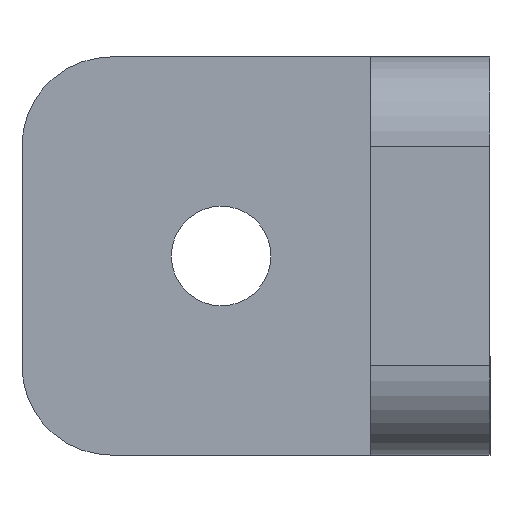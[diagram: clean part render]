
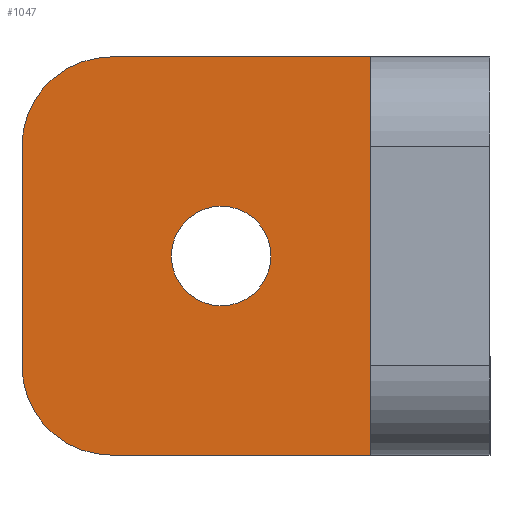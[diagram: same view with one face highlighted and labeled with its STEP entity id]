
A CAD part, left-side view. The second image highlights one B-rep face of the part: STEP entity #1047.
In plain terms, the highlighted planar face has unit normal (-1, 0, 0).
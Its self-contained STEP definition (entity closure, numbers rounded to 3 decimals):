
#44 = PLANE('',#45);
#45 = AXIS2_PLACEMENT_3D('',#46,#47,#48);
#46 = CARTESIAN_POINT('',(40.279,16.221,0.));
#47 = DIRECTION('',(0.,0.,-1.));
#48 = DIRECTION('',(0.,1.,0.));
#100 = PLANE('',#101);
#101 = AXIS2_PLACEMENT_3D('',#102,#103,#104);
#102 = CARTESIAN_POINT('',(40.279,16.221,40.));
#103 = DIRECTION('',(0.,0.,-1.));
#104 = DIRECTION('',(0.,1.,0.));
#129 = CYLINDRICAL_SURFACE('',#130,9.);
#130 = AXIS2_PLACEMENT_3D('',#131,#132,#133);
#131 = CARTESIAN_POINT('',(66.,38.,31.));
#132 = DIRECTION('',(-1.,0.,0.));
#133 = DIRECTION('',(0.,0.,1.));
#157 = PLANE('',#158);
#158 = AXIS2_PLACEMENT_3D('',#159,#160,#161);
#159 = CARTESIAN_POINT('',(66.,47.,0.));
#160 = DIRECTION('',(0.,-1.,0.));
#161 = DIRECTION('',(-1.,0.,0.));
#188 = CYLINDRICAL_SURFACE('',#189,9.);
#189 = AXIS2_PLACEMENT_3D('',#190,#191,#192);
#190 = CARTESIAN_POINT('',(66.,38.,9.));
#191 = DIRECTION('',(-1.,0.,0.));
#192 = DIRECTION('',(-0.,0.,-1.));
#290 = VERTEX_POINT('',#291);
#291 = CARTESIAN_POINT('',(47.,12.,0.));
#305 = PLANE('',#306);
#306 = AXIS2_PLACEMENT_3D('',#307,#308,#309);
#307 = CARTESIAN_POINT('',(47.,12.,0.));
#308 = DIRECTION('',(0.,-1.,0.));
#309 = DIRECTION('',(-1.,0.,0.));
#317 = EDGE_CURVE('',#318,#290,#320,.T.);
#318 = VERTEX_POINT('',#319);
#319 = CARTESIAN_POINT('',(47.,38.,0.));
#320 = SURFACE_CURVE('',#321,(#325,#332),.PCURVE_S1.);
#321 = LINE('',#322,#323);
#322 = CARTESIAN_POINT('',(47.,47.,0.));
#323 = VECTOR('',#324,1.);
#324 = DIRECTION('',(0.,-1.,0.));
#325 = PCURVE('',#44,#326);
#326 = DEFINITIONAL_REPRESENTATION('',(#327),#331);
#327 = LINE('',#328,#329);
#328 = CARTESIAN_POINT('',(30.779,6.721));
#329 = VECTOR('',#330,1.);
#330 = DIRECTION('',(-1.,0.));
#331 = ( GEOMETRIC_REPRESENTATION_CONTEXT(2) 
PARAMETRIC_REPRESENTATION_CONTEXT() REPRESENTATION_CONTEXT('2D SPACE',''
  ) );
#332 = PCURVE('',#333,#338);
#333 = PLANE('',#334);
#334 = AXIS2_PLACEMENT_3D('',#335,#336,#337);
#335 = CARTESIAN_POINT('',(47.,47.,0.));
#336 = DIRECTION('',(1.,0.,0.));
#337 = DIRECTION('',(0.,-1.,0.));
#338 = DEFINITIONAL_REPRESENTATION('',(#339),#343);
#339 = LINE('',#340,#341);
#340 = CARTESIAN_POINT('',(0.,0.));
#341 = VECTOR('',#342,1.);
#342 = DIRECTION('',(1.,0.));
#343 = ( GEOMETRIC_REPRESENTATION_CONTEXT(2) 
PARAMETRIC_REPRESENTATION_CONTEXT() REPRESENTATION_CONTEXT('2D SPACE',''
  ) );
#372 = VERTEX_POINT('',#373);
#373 = CARTESIAN_POINT('',(47.,47.,9.));
#394 = EDGE_CURVE('',#318,#372,#395,.T.);
#395 = SURFACE_CURVE('',#396,(#401,#408),.PCURVE_S1.);
#396 = CIRCLE('',#397,9.);
#397 = AXIS2_PLACEMENT_3D('',#398,#399,#400);
#398 = CARTESIAN_POINT('',(47.,38.,9.));
#399 = DIRECTION('',(1.,-0.,0.));
#400 = DIRECTION('',(0.,0.,-1.));
#401 = PCURVE('',#188,#402);
#402 = DEFINITIONAL_REPRESENTATION('',(#403),#407);
#403 = LINE('',#404,#405);
#404 = CARTESIAN_POINT('',(0.,19.));
#405 = VECTOR('',#406,1.);
#406 = DIRECTION('',(-1.,0.));
#407 = ( GEOMETRIC_REPRESENTATION_CONTEXT(2) 
PARAMETRIC_REPRESENTATION_CONTEXT() REPRESENTATION_CONTEXT('2D SPACE',''
  ) );
#408 = PCURVE('',#333,#409);
#409 = DEFINITIONAL_REPRESENTATION('',(#410),#414);
#410 = CIRCLE('',#411,9.);
#411 = AXIS2_PLACEMENT_2D('',#412,#413);
#412 = CARTESIAN_POINT('',(9.,-9.));
#413 = DIRECTION('',(0.,1.));
#414 = ( GEOMETRIC_REPRESENTATION_CONTEXT(2) 
PARAMETRIC_REPRESENTATION_CONTEXT() REPRESENTATION_CONTEXT('2D SPACE',''
  ) );
#638 = VERTEX_POINT('',#639);
#639 = CARTESIAN_POINT('',(47.,47.,31.));
#660 = EDGE_CURVE('',#372,#638,#661,.T.);
#661 = SURFACE_CURVE('',#662,(#666,#673),.PCURVE_S1.);
#662 = LINE('',#663,#664);
#663 = CARTESIAN_POINT('',(47.,47.,0.));
#664 = VECTOR('',#665,1.);
#665 = DIRECTION('',(0.,0.,1.));
#666 = PCURVE('',#157,#667);
#667 = DEFINITIONAL_REPRESENTATION('',(#668),#672);
#668 = LINE('',#669,#670);
#669 = CARTESIAN_POINT('',(19.,0.));
#670 = VECTOR('',#671,1.);
#671 = DIRECTION('',(0.,-1.));
#672 = ( GEOMETRIC_REPRESENTATION_CONTEXT(2) 
PARAMETRIC_REPRESENTATION_CONTEXT() REPRESENTATION_CONTEXT('2D SPACE',''
  ) );
#673 = PCURVE('',#333,#674);
#674 = DEFINITIONAL_REPRESENTATION('',(#675),#679);
#675 = LINE('',#676,#677);
#676 = CARTESIAN_POINT('',(0.,0.));
#677 = VECTOR('',#678,1.);
#678 = DIRECTION('',(0.,-1.));
#679 = ( GEOMETRIC_REPRESENTATION_CONTEXT(2) 
PARAMETRIC_REPRESENTATION_CONTEXT() REPRESENTATION_CONTEXT('2D SPACE',''
  ) );
#710 = VERTEX_POINT('',#711);
#711 = CARTESIAN_POINT('',(47.,12.,40.));
#732 = EDGE_CURVE('',#733,#710,#735,.T.);
#733 = VERTEX_POINT('',#734);
#734 = CARTESIAN_POINT('',(47.,38.,40.));
#735 = SURFACE_CURVE('',#736,(#740,#747),.PCURVE_S1.);
#736 = LINE('',#737,#738);
#737 = CARTESIAN_POINT('',(47.,47.,40.));
#738 = VECTOR('',#739,1.);
#739 = DIRECTION('',(0.,-1.,0.));
#740 = PCURVE('',#100,#741);
#741 = DEFINITIONAL_REPRESENTATION('',(#742),#746);
#742 = LINE('',#743,#744);
#743 = CARTESIAN_POINT('',(30.779,6.721));
#744 = VECTOR('',#745,1.);
#745 = DIRECTION('',(-1.,0.));
#746 = ( GEOMETRIC_REPRESENTATION_CONTEXT(2) 
PARAMETRIC_REPRESENTATION_CONTEXT() REPRESENTATION_CONTEXT('2D SPACE',''
  ) );
#747 = PCURVE('',#333,#748);
#748 = DEFINITIONAL_REPRESENTATION('',(#749),#753);
#749 = LINE('',#750,#751);
#750 = CARTESIAN_POINT('',(0.,-40.));
#751 = VECTOR('',#752,1.);
#752 = DIRECTION('',(1.,0.));
#753 = ( GEOMETRIC_REPRESENTATION_CONTEXT(2) 
PARAMETRIC_REPRESENTATION_CONTEXT() REPRESENTATION_CONTEXT('2D SPACE',''
  ) );
#782 = EDGE_CURVE('',#733,#638,#783,.T.);
#783 = SURFACE_CURVE('',#784,(#789,#796),.PCURVE_S1.);
#784 = CIRCLE('',#785,9.);
#785 = AXIS2_PLACEMENT_3D('',#786,#787,#788);
#786 = CARTESIAN_POINT('',(47.,38.,31.));
#787 = DIRECTION('',(-1.,0.,0.));
#788 = DIRECTION('',(0.,0.,-1.));
#789 = PCURVE('',#129,#790);
#790 = DEFINITIONAL_REPRESENTATION('',(#791),#795);
#791 = LINE('',#792,#793);
#792 = CARTESIAN_POINT('',(-3.142,19.));
#793 = VECTOR('',#794,1.);
#794 = DIRECTION('',(1.,0.));
#795 = ( GEOMETRIC_REPRESENTATION_CONTEXT(2) 
PARAMETRIC_REPRESENTATION_CONTEXT() REPRESENTATION_CONTEXT('2D SPACE',''
  ) );
#796 = PCURVE('',#333,#797);
#797 = DEFINITIONAL_REPRESENTATION('',(#798),#806);
#798 = ( BOUNDED_CURVE() B_SPLINE_CURVE(2,(#799,#800,#801,#802,#803,#804
,#805),.UNSPECIFIED.,.T.,.F.) B_SPLINE_CURVE_WITH_KNOTS((1,2,2,2,2,1),(
    -2.094,0.,2.094,4.189,6.283,
8.378),.UNSPECIFIED.) CURVE() GEOMETRIC_REPRESENTATION_ITEM() 
RATIONAL_B_SPLINE_CURVE((1.,0.5,1.,0.5,1.,0.5,1.)) REPRESENTATION_ITEM(
  '') );
#799 = CARTESIAN_POINT('',(9.,-22.));
#800 = CARTESIAN_POINT('',(24.588,-22.));
#801 = CARTESIAN_POINT('',(16.794,-35.5));
#802 = CARTESIAN_POINT('',(9.,-49.));
#803 = CARTESIAN_POINT('',(1.206,-35.5));
#804 = CARTESIAN_POINT('',(-6.588,-22.));
#805 = CARTESIAN_POINT('',(9.,-22.));
#806 = ( GEOMETRIC_REPRESENTATION_CONTEXT(2) 
PARAMETRIC_REPRESENTATION_CONTEXT() REPRESENTATION_CONTEXT('2D SPACE',''
  ) );
#920 = EDGE_CURVE('',#290,#710,#921,.T.);
#921 = SURFACE_CURVE('',#922,(#926,#933),.PCURVE_S1.);
#922 = LINE('',#923,#924);
#923 = CARTESIAN_POINT('',(47.,12.,0.));
#924 = VECTOR('',#925,1.);
#925 = DIRECTION('',(0.,0.,1.));
#926 = PCURVE('',#305,#927);
#927 = DEFINITIONAL_REPRESENTATION('',(#928),#932);
#928 = LINE('',#929,#930);
#929 = CARTESIAN_POINT('',(0.,-0.));
#930 = VECTOR('',#931,1.);
#931 = DIRECTION('',(0.,-1.));
#932 = ( GEOMETRIC_REPRESENTATION_CONTEXT(2) 
PARAMETRIC_REPRESENTATION_CONTEXT() REPRESENTATION_CONTEXT('2D SPACE',''
  ) );
#933 = PCURVE('',#333,#934);
#934 = DEFINITIONAL_REPRESENTATION('',(#935),#939);
#935 = LINE('',#936,#937);
#936 = CARTESIAN_POINT('',(35.,0.));
#937 = VECTOR('',#938,1.);
#938 = DIRECTION('',(0.,-1.));
#939 = ( GEOMETRIC_REPRESENTATION_CONTEXT(2) 
PARAMETRIC_REPRESENTATION_CONTEXT() REPRESENTATION_CONTEXT('2D SPACE',''
  ) );
#1047 = ADVANCED_FACE('',(#1048,#1056),#333,.F.);
#1048 = FACE_BOUND('',#1049,.F.);
#1049 = EDGE_LOOP('',(#1050,#1051,#1052,#1053,#1054,#1055));
#1050 = ORIENTED_EDGE('',*,*,#660,.T.);
#1051 = ORIENTED_EDGE('',*,*,#782,.F.);
#1052 = ORIENTED_EDGE('',*,*,#732,.T.);
#1053 = ORIENTED_EDGE('',*,*,#920,.F.);
#1054 = ORIENTED_EDGE('',*,*,#317,.F.);
#1055 = ORIENTED_EDGE('',*,*,#394,.T.);
#1056 = FACE_BOUND('',#1057,.F.);
#1057 = EDGE_LOOP('',(#1058));
#1058 = ORIENTED_EDGE('',*,*,#1059,.F.);
#1059 = EDGE_CURVE('',#1060,#1060,#1062,.T.);
#1060 = VERTEX_POINT('',#1061);
#1061 = CARTESIAN_POINT('',(47.,32.,20.));
#1062 = SURFACE_CURVE('',#1063,(#1068,#1075),.PCURVE_S1.);
#1063 = CIRCLE('',#1064,5.);
#1064 = AXIS2_PLACEMENT_3D('',#1065,#1066,#1067);
#1065 = CARTESIAN_POINT('',(47.,27.,20.));
#1066 = DIRECTION('',(1.,0.,0.));
#1067 = DIRECTION('',(0.,1.,0.));
#1068 = PCURVE('',#333,#1069);
#1069 = DEFINITIONAL_REPRESENTATION('',(#1070),#1074);
#1070 = CIRCLE('',#1071,5.);
#1071 = AXIS2_PLACEMENT_2D('',#1072,#1073);
#1072 = CARTESIAN_POINT('',(20.,-20.));
#1073 = DIRECTION('',(-1.,0.));
#1074 = ( GEOMETRIC_REPRESENTATION_CONTEXT(2) 
PARAMETRIC_REPRESENTATION_CONTEXT() REPRESENTATION_CONTEXT('2D SPACE',''
  ) );
#1075 = PCURVE('',#1076,#1081);
#1076 = CYLINDRICAL_SURFACE('',#1077,5.);
#1077 = AXIS2_PLACEMENT_3D('',#1078,#1079,#1080);
#1078 = CARTESIAN_POINT('',(52.,27.,20.));
#1079 = DIRECTION('',(1.,0.,0.));
#1080 = DIRECTION('',(0.,1.,0.));
#1081 = DEFINITIONAL_REPRESENTATION('',(#1082),#1086);
#1082 = LINE('',#1083,#1084);
#1083 = CARTESIAN_POINT('',(0.,-5.));
#1084 = VECTOR('',#1085,1.);
#1085 = DIRECTION('',(1.,0.));
#1086 = ( GEOMETRIC_REPRESENTATION_CONTEXT(2) 
PARAMETRIC_REPRESENTATION_CONTEXT() REPRESENTATION_CONTEXT('2D SPACE',''
  ) );
